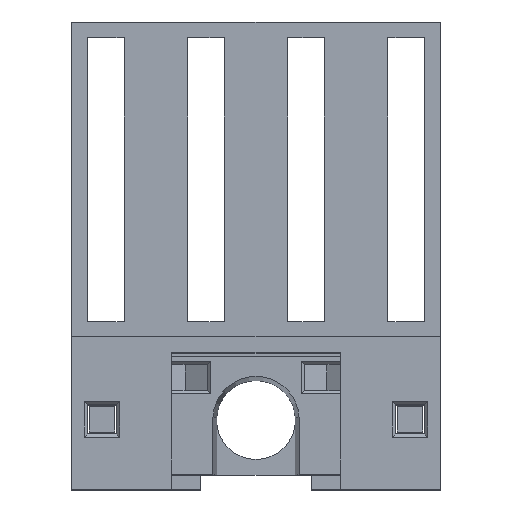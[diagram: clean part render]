
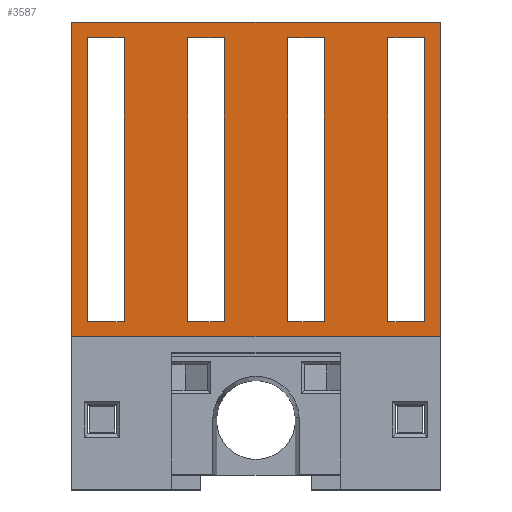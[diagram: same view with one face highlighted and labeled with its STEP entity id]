
A CAD part, top view. The second image highlights one B-rep face of the part: STEP entity #3587.
In plain terms, the highlighted planar face has unit normal (0, 0, 1).
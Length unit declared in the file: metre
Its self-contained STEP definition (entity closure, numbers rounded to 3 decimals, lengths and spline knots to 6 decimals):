
#679=ORIENTED_EDGE('',*,*,#1381,.T.);
#680=ORIENTED_EDGE('',*,*,#1390,.F.);
#681=ORIENTED_EDGE('',*,*,#1385,.F.);
#682=ORIENTED_EDGE('',*,*,#1383,.T.);
#683=ORIENTED_EDGE('',*,*,#1374,.T.);
#684=ORIENTED_EDGE('',*,*,#1389,.T.);
#685=ORIENTED_EDGE('',*,*,#1378,.F.);
#686=ORIENTED_EDGE('',*,*,#1376,.F.);
#687=ORIENTED_EDGE('',*,*,#1363,.T.);
#688=ORIENTED_EDGE('',*,*,#1388,.T.);
#689=ORIENTED_EDGE('',*,*,#1370,.F.);
#690=ORIENTED_EDGE('',*,*,#1313,.F.);
#691=ORIENTED_EDGE('',*,*,#1354,.F.);
#692=ORIENTED_EDGE('',*,*,#1387,.T.);
#693=ORIENTED_EDGE('',*,*,#1358,.T.);
#694=ORIENTED_EDGE('',*,*,#1356,.F.);
#695=ORIENTED_EDGE('',*,*,#1347,.T.);
#696=ORIENTED_EDGE('',*,*,#1391,.T.);
#697=ORIENTED_EDGE('',*,*,#1351,.F.);
#698=ORIENTED_EDGE('',*,*,#1349,.F.);
#1313=EDGE_CURVE('',#1721,#1719,#2069,.T.);
#1347=EDGE_CURVE('',#1755,#1754,#2102,.T.);
#1349=EDGE_CURVE('',#1755,#1756,#2104,.T.);
#1351=EDGE_CURVE('',#1756,#1757,#2106,.T.);
#1354=EDGE_CURVE('',#1758,#1759,#2109,.T.);
#1356=EDGE_CURVE('',#1759,#1760,#2111,.T.);
#1358=EDGE_CURVE('',#1761,#1760,#2113,.T.);
#1363=EDGE_CURVE('',#1721,#1763,#2118,.T.);
#1370=EDGE_CURVE('',#1719,#1767,#2125,.T.);
#1374=EDGE_CURVE('',#1769,#1768,#2129,.T.);
#1376=EDGE_CURVE('',#1769,#1770,#2131,.T.);
#1378=EDGE_CURVE('',#1770,#1771,#2133,.T.);
#1381=EDGE_CURVE('',#1773,#1772,#2136,.T.);
#1383=EDGE_CURVE('',#1774,#1773,#2138,.T.);
#1385=EDGE_CURVE('',#1774,#1775,#2140,.T.);
#1387=EDGE_CURVE('',#1758,#1761,#2142,.T.);
#1388=EDGE_CURVE('',#1763,#1767,#2143,.T.);
#1389=EDGE_CURVE('',#1768,#1771,#2144,.T.);
#1390=EDGE_CURVE('',#1775,#1772,#2145,.T.);
#1391=EDGE_CURVE('',#1754,#1757,#2146,.T.);
#1719=VERTEX_POINT('',#5534);
#1721=VERTEX_POINT('',#5538);
#1754=VERTEX_POINT('',#5607);
#1755=VERTEX_POINT('',#5609);
#1756=VERTEX_POINT('',#5613);
#1757=VERTEX_POINT('',#5617);
#1758=VERTEX_POINT('',#5621);
#1759=VERTEX_POINT('',#5623);
#1760=VERTEX_POINT('',#5627);
#1761=VERTEX_POINT('',#5631);
#1763=VERTEX_POINT('',#5638);
#1767=VERTEX_POINT('',#5651);
#1768=VERTEX_POINT('',#5656);
#1769=VERTEX_POINT('',#5658);
#1770=VERTEX_POINT('',#5662);
#1771=VERTEX_POINT('',#5666);
#1772=VERTEX_POINT('',#5670);
#1773=VERTEX_POINT('',#5672);
#1774=VERTEX_POINT('',#5676);
#1775=VERTEX_POINT('',#5680);
#2069=LINE('',#5539,#2501);
#2102=LINE('',#5608,#2534);
#2104=LINE('',#5612,#2536);
#2106=LINE('',#5616,#2538);
#2109=LINE('',#5622,#2541);
#2111=LINE('',#5626,#2543);
#2113=LINE('',#5630,#2545);
#2118=LINE('',#5639,#2550);
#2125=LINE('',#5650,#2557);
#2129=LINE('',#5657,#2561);
#2131=LINE('',#5661,#2563);
#2133=LINE('',#5665,#2565);
#2136=LINE('',#5671,#2568);
#2138=LINE('',#5675,#2570);
#2140=LINE('',#5679,#2572);
#2142=LINE('',#5683,#2574);
#2143=LINE('',#5685,#2575);
#2144=LINE('',#5687,#2576);
#2145=LINE('',#5689,#2577);
#2146=LINE('',#5691,#2578);
#2501=VECTOR('',#4530,1.);
#2534=VECTOR('',#4569,1.);
#2536=VECTOR('',#4573,1.);
#2538=VECTOR('',#4577,1.);
#2541=VECTOR('',#4582,1.);
#2543=VECTOR('',#4586,1.);
#2545=VECTOR('',#4590,1.);
#2550=VECTOR('',#4597,1.);
#2557=VECTOR('',#4606,1.);
#2561=VECTOR('',#4612,1.);
#2563=VECTOR('',#4616,1.);
#2565=VECTOR('',#4620,1.);
#2568=VECTOR('',#4625,1.);
#2570=VECTOR('',#4629,1.);
#2572=VECTOR('',#4633,1.);
#2574=VECTOR('',#4637,1.);
#2575=VECTOR('',#4640,1.);
#2576=VECTOR('',#4643,1.);
#2577=VECTOR('',#4646,1.);
#2578=VECTOR('',#4649,1.);
#2885=EDGE_LOOP('',(#679,#680,#681,#682));
#2886=EDGE_LOOP('',(#683,#684,#685,#686));
#2887=EDGE_LOOP('',(#687,#688,#689,#690));
#2888=EDGE_LOOP('',(#691,#692,#693,#694));
#2889=EDGE_LOOP('',(#695,#696,#697,#698));
#3164=FACE_BOUND('',#2885,.T.);
#3165=FACE_BOUND('',#2886,.T.);
#3166=FACE_BOUND('',#2887,.T.);
#3167=FACE_BOUND('',#2888,.T.);
#3168=FACE_BOUND('',#2889,.T.);
#3382=PLANE('',#3924);
#3587=ADVANCED_FACE('',(#3164,#3165,#3166,#3167,#3168),#3382,.F.);
#3924=AXIS2_PLACEMENT_3D('',#5692,#4650,#4651);
#4530=DIRECTION('',(-1.,0.,0.));
#4569=DIRECTION('',(-1.,0.,0.));
#4573=DIRECTION('',(0.,1.,0.));
#4577=DIRECTION('',(-1.,0.,0.));
#4582=DIRECTION('',(1.,0.,0.));
#4586=DIRECTION('',(0.,1.,0.));
#4590=DIRECTION('',(1.,0.,0.));
#4597=DIRECTION('',(0.,1.,0.));
#4606=DIRECTION('',(0.,1.,0.));
#4612=DIRECTION('',(0.,1.,0.));
#4616=DIRECTION('',(1.,0.,0.));
#4620=DIRECTION('',(0.,1.,0.));
#4625=DIRECTION('',(0.,1.,0.));
#4629=DIRECTION('',(-1.,0.,0.));
#4633=DIRECTION('',(0.,1.,0.));
#4637=DIRECTION('',(0.,1.,0.));
#4640=DIRECTION('',(-1.,0.,0.));
#4643=DIRECTION('',(1.,0.,0.));
#4646=DIRECTION('',(-1.,0.,0.));
#4649=DIRECTION('',(0.,1.,0.));
#4650=DIRECTION('',(0.,0.,-1.));
#4651=DIRECTION('',(-1.,0.,0.));
#5534=CARTESIAN_POINT('',(-0.023375,0.009,-0.005));
#5538=CARTESIAN_POINT('',(0.023375,0.009,-0.005));
#5539=CARTESIAN_POINT('',(0.,0.009,-0.005));
#5607=CARTESIAN_POINT('',(0.004025,0.011,-0.005));
#5608=CARTESIAN_POINT('',(0.00635,0.011,-0.005));
#5609=CARTESIAN_POINT('',(0.008675,0.011,-0.005));
#5612=CARTESIAN_POINT('',(0.008675,0.029,-0.005));
#5613=CARTESIAN_POINT('',(0.008675,0.047,-0.005));
#5616=CARTESIAN_POINT('',(0.00635,0.047,-0.005));
#5617=CARTESIAN_POINT('',(0.004025,0.047,-0.005));
#5621=CARTESIAN_POINT('',(-0.021375,0.011,-0.005));
#5622=CARTESIAN_POINT('',(-0.01905,0.011,-0.005));
#5623=CARTESIAN_POINT('',(-0.016725,0.011,-0.005));
#5626=CARTESIAN_POINT('',(-0.016725,0.029,-0.005));
#5627=CARTESIAN_POINT('',(-0.016725,0.047,-0.005));
#5630=CARTESIAN_POINT('',(-0.01905,0.047,-0.005));
#5631=CARTESIAN_POINT('',(-0.021375,0.047,-0.005));
#5638=CARTESIAN_POINT('',(0.023375,0.049,-0.005));
#5639=CARTESIAN_POINT('',(0.023375,0.029,-0.005));
#5650=CARTESIAN_POINT('',(-0.023375,0.029,-0.005));
#5651=CARTESIAN_POINT('',(-0.023375,0.049,-0.005));
#5656=CARTESIAN_POINT('',(-0.008675,0.047,-0.005));
#5657=CARTESIAN_POINT('',(-0.008675,0.029,-0.005));
#5658=CARTESIAN_POINT('',(-0.008675,0.011,-0.005));
#5661=CARTESIAN_POINT('',(-0.00635,0.011,-0.005));
#5662=CARTESIAN_POINT('',(-0.004025,0.011,-0.005));
#5665=CARTESIAN_POINT('',(-0.004025,0.029,-0.005));
#5666=CARTESIAN_POINT('',(-0.004025,0.047,-0.005));
#5670=CARTESIAN_POINT('',(0.016725,0.047,-0.005));
#5671=CARTESIAN_POINT('',(0.016725,0.029,-0.005));
#5672=CARTESIAN_POINT('',(0.016725,0.011,-0.005));
#5675=CARTESIAN_POINT('',(0.01905,0.011,-0.005));
#5676=CARTESIAN_POINT('',(0.021375,0.011,-0.005));
#5679=CARTESIAN_POINT('',(0.021375,0.029,-0.005));
#5680=CARTESIAN_POINT('',(0.021375,0.047,-0.005));
#5683=CARTESIAN_POINT('',(-0.021375,0.029,-0.005));
#5685=CARTESIAN_POINT('',(0.,0.049,-0.005));
#5687=CARTESIAN_POINT('',(-0.00635,0.047,-0.005));
#5689=CARTESIAN_POINT('',(0.01905,0.047,-0.005));
#5691=CARTESIAN_POINT('',(0.004025,0.029,-0.005));
#5692=CARTESIAN_POINT('',(0.,0.02465,-0.005));
